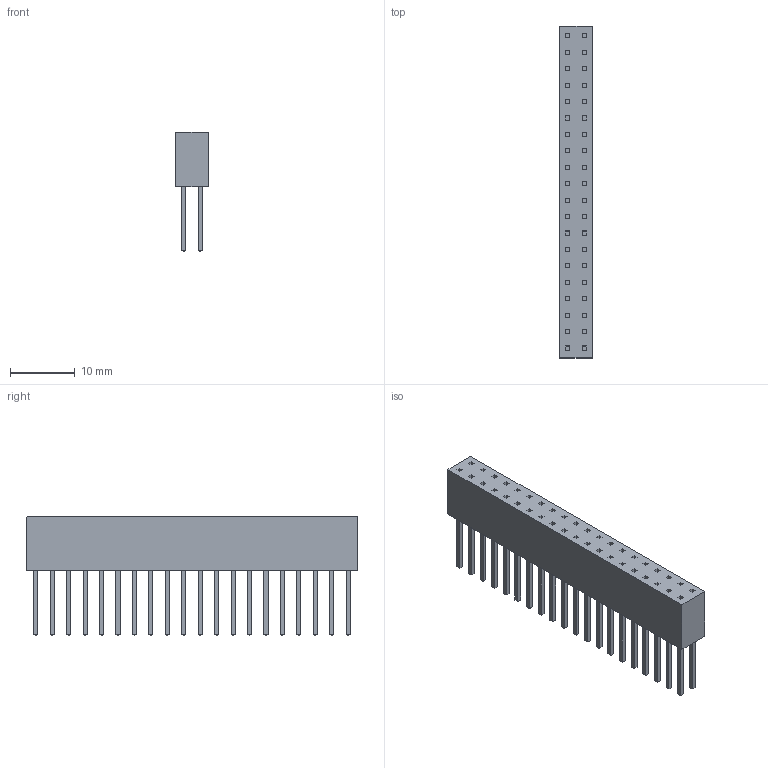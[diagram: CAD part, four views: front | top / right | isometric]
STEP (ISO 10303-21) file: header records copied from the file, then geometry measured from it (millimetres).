
FILE_DESCRIPTION(/* description */ (''),/* implementation_level */ '2;1');
FILE_NAME(/* name */ 'PRT-21570.step',/* time_stamp */ '2023-11-14T19:40:44-08:00',/* author */ (''),/* organization */ (''),/* preprocessor_version */ 'ST-DEVELOPER v20',/* originating_system */ 'Autodesk Translation Framework v12.14.0.127',/* authorisation */ '');
FILE_SCHEMA (('AUTOMOTIVE_DESIGN { 1 0 10303 214 3 1 1 }'));
Length unit declared in the file: millimetre
Products named in the file (3): (Unsaved); Body; LeadsArray
Assembly tree (2 placements, depth 2):
  (Unsaved)
    Body
    LeadsArray
Bounding box: 5 x 51.3 x 18.53 mm (x, y, z)
Volume: 2288.4 mm3; surface area: 3377.7 mm2
Topology: 41 solids, 41 shells, 607 faces, 1295 edges, 810 vertices
Faces by surface type: plane 607
Entity records: 15849 total; most frequent: CARTESIAN_POINT 2717, ORIENTED_EDGE 2590, DIRECTION 2519, LINE 1295, VECTOR 1295, EDGE_CURVE 1295, VERTEX_POINT 810, EDGE_LOOP 647
